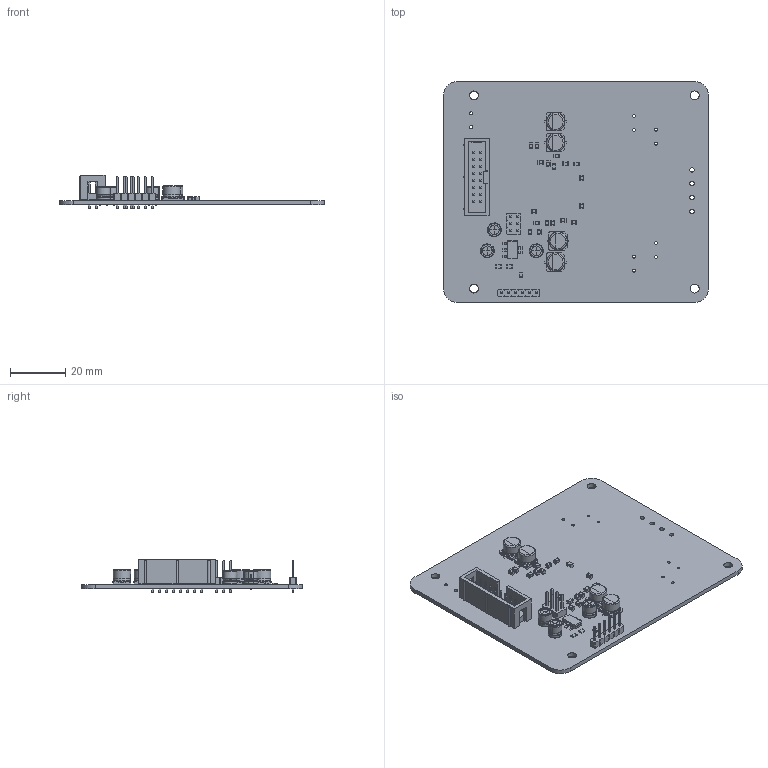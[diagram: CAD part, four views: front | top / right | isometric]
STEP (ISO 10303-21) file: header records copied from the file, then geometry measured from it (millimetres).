
FILE_DESCRIPTION(('KiCad electronic assembly'),'2;1');
FILE_NAME('tas5754m.step','2025-03-01T16:40:14',('Pcbnew'),('Kicad'), 'Open CASCADE STEP processor 7.8','KiCad to STEP converter','Unknown' );
FILE_SCHEMA(('AUTOMOTIVE_DESIGN { 1 0 10303 214 1 1 1 1 }'));
Length unit declared in the file: millimetre
Products named in the file (18): tas5754m 1; C_0805_2012Metric; CP_Elec_6.3x5.4; CP_Elec_63x54; R_0805_2012Metric; PinHeader_2x03_P2.54mm_Vertical; PinHeader_2x03_P254mm_Vertical; PinHeader_1x06_P2.54mm_Vertical; PinHeader_1x06_P254mm_Vertical; SOT-223; SOT_223; CP_Radial_D5.0mm_P2.50mm; CP_Radial_D50mm_P250mm; IDC-Header_2x08_P2.54mm_Vertical; IDC_Header_2x08_P254mm_Vertical; tas5754m_PCB
Assembly tree (41 placements, depth 3):
  tas5754m 1
    C_0805_2012Metric  x18
      C_0805_2012Metric
    CP_Elec_6.3x5.4  x4
      CP_Elec_63x54
    R_0805_2012Metric  x3
      R_0805_2012Metric
    PinHeader_2x03_P2.54mm_Vertical
      PinHeader_2x03_P254mm_Vertical
    PinHeader_1x06_P2.54mm_Vertical
      PinHeader_1x06_P254mm_Vertical
    SOT-223
      SOT_223
    CP_Radial_D5.0mm_P2.50mm  x3
      CP_Radial_D50mm_P250mm
    IDC-Header_2x08_P2.54mm_Vertical
      IDC_Header_2x08_P254mm_Vertical
    tas5754m_PCB
Bounding box: 96 x 80 x 12.1 mm (x, y, z)
Volume: 14518 mm3; surface area: 20144.8 mm2
Topology: 33 solids, 36 shells, 1641 faces, 4054 edges, 2589 vertices
Faces by surface type: plane 1158, cylinder 400, bspline 42, torus 22, revolution 19
Full cylindrical faces by diameter (mm): 0.5 x6, 0.8 x6, 1 x42, 1.2 x2, 1.6 x4, 3.2 x4, 6.3 x8
Entity records: 32651 total; most frequent: CARTESIAN_POINT 5363, ORIENTED_EDGE 4306, DIRECTION 4207, EDGE_CURVE 2153, LINE 1825, VECTOR 1825, VERTEX_POINT 1344, AXIS2_PLACEMENT_3D 1188
